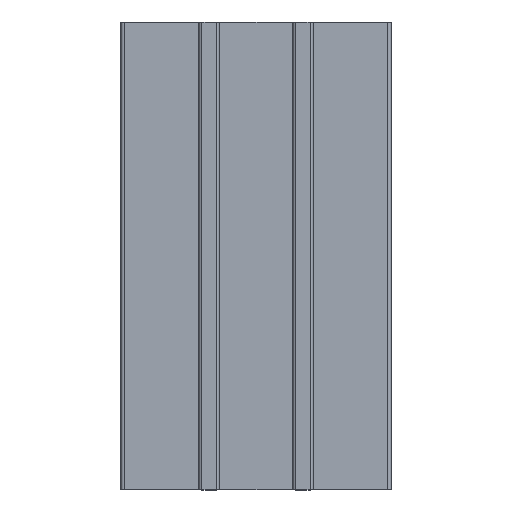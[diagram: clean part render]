
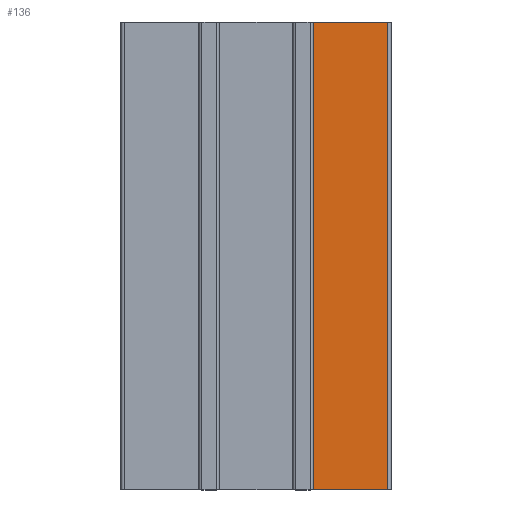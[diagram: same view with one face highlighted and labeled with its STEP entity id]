
A CAD part, top view. The second image highlights one B-rep face of the part: STEP entity #136.
In plain terms, the highlighted planar face has unit normal (0, 0, 1).
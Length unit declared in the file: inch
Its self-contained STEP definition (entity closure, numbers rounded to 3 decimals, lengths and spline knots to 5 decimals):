
#75=CARTESIAN_POINT('',(14.6037,8.51155,0.174));
#76=VERTEX_POINT('',#75);
#77=CARTESIAN_POINT('',(14.6037,14.51155,0.174));
#78=VERTEX_POINT('',#77);
#79=CARTESIAN_POINT('',(14.6037,11.51155,0.174));
#80=DIRECTION('',(0.0,1.0,0.0));
#81=VECTOR('',#80,1.0);
#82=LINE('',#79,#81);
#83=EDGE_CURVE('',#76,#78,#82,.T.);
#106=CARTESIAN_POINT('',(15.5637,14.51155,0.174));
#107=VERTEX_POINT('',#106);
#108=CARTESIAN_POINT('',(15.5637,8.51155,0.174));
#109=VERTEX_POINT('',#108);
#110=CARTESIAN_POINT('',(15.5637,11.51155,0.174));
#111=DIRECTION('',(0.0,-1.0,0.0));
#112=VECTOR('',#111,1.0);
#113=LINE('',#110,#112);
#114=EDGE_CURVE('',#107,#109,#113,.T.);
#115=ORIENTED_EDGE('',*,*,#114,.F.);
#116=CARTESIAN_POINT('',(15.5637,14.51155,0.174));
#117=DIRECTION('',(-1.0,0.0,0.0));
#118=VECTOR('',#117,1.0);
#119=LINE('',#116,#118);
#120=EDGE_CURVE('',#107,#78,#119,.T.);
#121=ORIENTED_EDGE('',*,*,#120,.T.);
#122=ORIENTED_EDGE('',*,*,#83,.F.);
#123=CARTESIAN_POINT('',(15.5637,8.51155,0.174));
#124=DIRECTION('',(1.0,0.0,0.0));
#125=VECTOR('',#124,1.0);
#126=LINE('',#123,#125);
#127=EDGE_CURVE('',#76,#109,#126,.T.);
#128=ORIENTED_EDGE('',*,*,#127,.T.);
#129=EDGE_LOOP('',(#115,#121,#122,#128));
#130=FACE_OUTER_BOUND('',#129,.T.);
#131=CARTESIAN_POINT('',(15.0837,11.51155,0.174));
#132=DIRECTION('',(0.0,0.0,1.0));
#133=DIRECTION('',(-1.0,0.0,0.0));
#134=AXIS2_PLACEMENT_3D('',#131,#132,#133);
#135=PLANE('',#134);
#136=ADVANCED_FACE('',(#130),#135,.T.);
